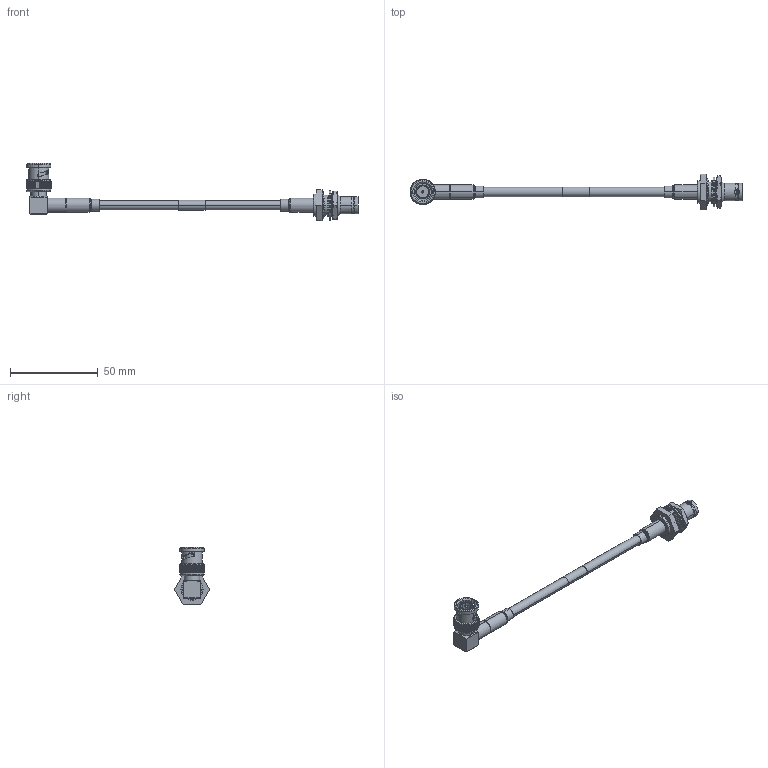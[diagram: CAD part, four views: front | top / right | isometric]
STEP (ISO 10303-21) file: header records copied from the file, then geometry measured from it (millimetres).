
FILE_DESCRIPTION (( 'STEP AP203' ), '1' );
FILE_NAME ('FMCA2688.STEP', '2022-03-09T16:26:11', ( '' ), ( '' ), 'SwSTEP 2.0', 'SolidWorks 2021', '' );
FILE_SCHEMA (( 'CONFIG_CONTROL_DESIGN' ));
Length unit declared in the file: millimetre
Products named in the file (5): FMCN1571_Assemble; RG223_with label; CA-240-MA1_.75" Long; FMCN1372; FMCA2688
Assembly tree (5 placements, depth 2):
  FMCA2688
    RG223_with label
    FMCN1571_Assemble
    FMCN1372
    CA-240-MA1_.75" Long  x2
Bounding box: 189.62 x 20.21 x 32.63 mm (x, y, z)
Volume: 9358.6 mm3; surface area: 12932.5 mm2
Topology: 16 solids, 17 shells, 937 faces, 2389 edges, 1509 vertices
Faces by surface type: plane 486, cylinder 274, cone 134, torus 33, bspline 10
Entity records: 29527 total; most frequent: CARTESIAN_POINT 6773, ORIENTED_EDGE 4690, DIRECTION 4606, EDGE_CURVE 2345, AXIS2_PLACEMENT_3D 1626, VERTEX_POINT 1485, LINE 1354, VECTOR 1354
